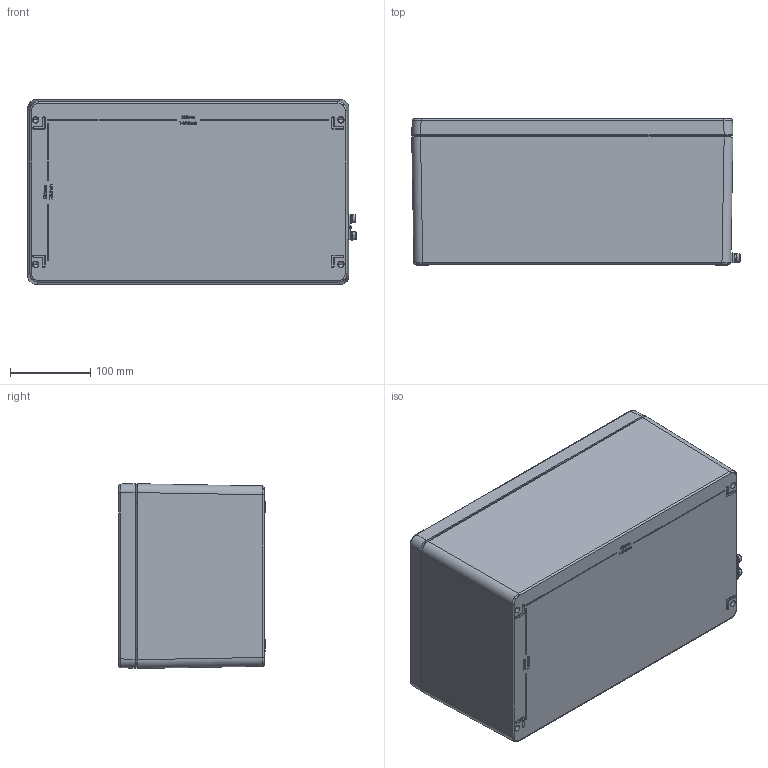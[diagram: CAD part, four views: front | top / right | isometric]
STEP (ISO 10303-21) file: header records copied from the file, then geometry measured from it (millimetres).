
FILE_DESCRIPTION(('FreeCAD Model'),'2;1');
FILE_NAME('GBAEX400230180.step', '2026-03-27T11:57:43',('Author'),(''), 'Open CASCADE STEP processor 7.3','FreeCAD','Unknown');
FILE_SCHEMA(('AUTOMOTIVE_DESIGN { 1 0 10303 214 1 1 1 1 }'));
Length unit declared in the file: millimetre
Products named in the file (4): GBAEX400230180; 400230180_BASE; 400230180_LID; M6_DOUBLE_EARTHING
Assembly tree (3 placements, depth 2):
  GBAEX400230180
    400230180_BASE
    400230180_LID
    M6_DOUBLE_EARTHING
Bounding box: 409.09 x 181.79 x 230.31 mm (x, y, z)
Volume: 2181605.7 mm3; surface area: 823001.8 mm2
Topology: 9 solids, 9 shells, 1605 faces, 4430 edges, 4362 vertices
Faces by surface type: plane 712, bspline 335, cylinder 328, cone 230
Entity records: 69879 total; most frequent: CARTESIAN_POINT 30220, ORIENTED_EDGE 7896, DIRECTION 7147, EDGE_CURVE 3948, VERTEX_POINT 2522, LINE 2475, VECTOR 2475, AXIS2_PLACEMENT_3D 2336
